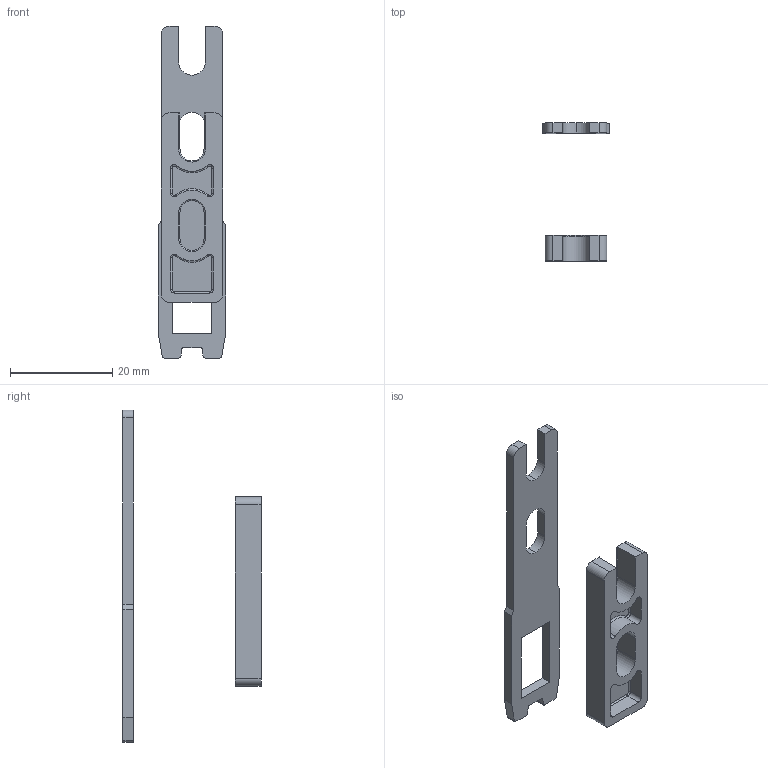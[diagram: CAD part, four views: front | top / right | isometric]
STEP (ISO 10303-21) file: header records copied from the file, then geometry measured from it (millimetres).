
FILE_DESCRIPTION(('STEP AP242'),'1');
FILE_NAME('operating_key_xcsz11.stp','2019-10-01T14:32:12',('TraceParts'),('TraceParts S.A.'),'Spatial InterOp 3D',' ',' ');
FILE_SCHEMA(('AP242_MANAGED_MODEL_BASED_3D_ENGINEERING_MIM_LF {1 0 10303 442 1 1 4}'));
Length unit declared in the file: millimetre
Products named in the file (1): operating_key_xcsz11_1
Bounding box: 13.2 x 27 x 64.9 mm (x, y, z)
Volume: 2603.3 mm3; surface area: 3260.6 mm2
Topology: 2 solids, 2 shells, 105 faces, 269 edges, 170 vertices
Faces by surface type: plane 51, cylinder 40, torus 11, cone 3
Entity records: 3207 total; most frequent: DIRECTION 580, CARTESIAN_POINT 546, ORIENTED_EDGE 538, EDGE_CURVE 269, AXIS2_PLACEMENT_3D 204, LINE 172, VECTOR 172, VERTEX_POINT 170
